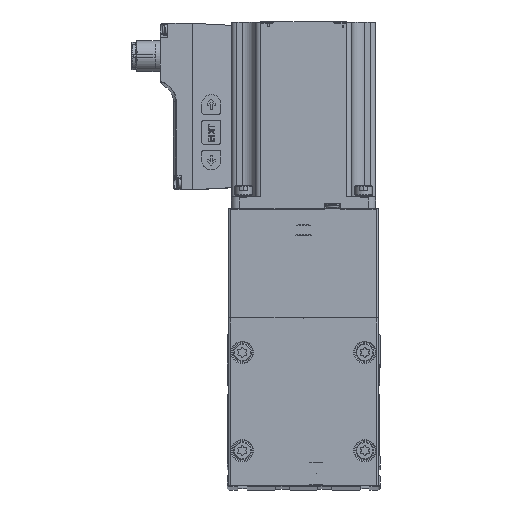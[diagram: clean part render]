
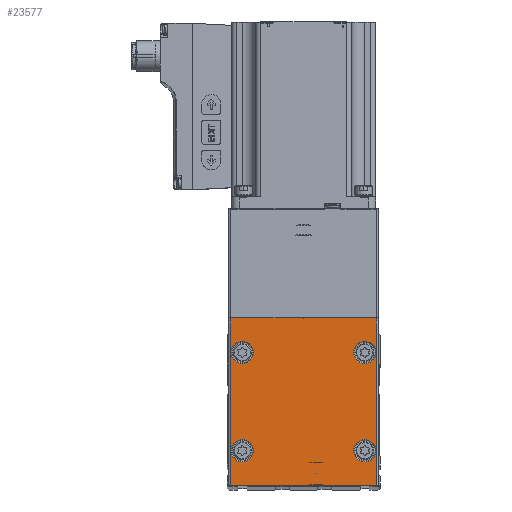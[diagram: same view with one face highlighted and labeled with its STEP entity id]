
A CAD part, top view. The second image highlights one B-rep face of the part: STEP entity #23577.
In plain terms, the highlighted planar face has unit normal (0, 0, 1).
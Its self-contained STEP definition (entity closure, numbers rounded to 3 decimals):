
#454=PLANE('',#30163);
#1261=CIRCLE('',#30164,4.35);
#1262=CIRCLE('',#30165,4.35);
#1263=CIRCLE('',#30166,4.35);
#1264=CIRCLE('',#30167,4.35);
#2808=ORIENTED_EDGE('',*,*,#9718,.T.);
#2809=ORIENTED_EDGE('',*,*,#9719,.T.);
#2810=ORIENTED_EDGE('',*,*,#9720,.T.);
#2811=ORIENTED_EDGE('',*,*,#9721,.T.);
#2812=ORIENTED_EDGE('',*,*,#9722,.T.);
#2813=ORIENTED_EDGE('',*,*,#9723,.F.);
#2814=ORIENTED_EDGE('',*,*,#9724,.F.);
#2815=ORIENTED_EDGE('',*,*,#9716,.T.);
#9716=EDGE_CURVE('',#13162,#13161,#15429,.T.);
#9718=EDGE_CURVE('',#13163,#13163,#1261,.T.);
#9719=EDGE_CURVE('',#13164,#13164,#1262,.T.);
#9720=EDGE_CURVE('',#13165,#13165,#1263,.T.);
#9721=EDGE_CURVE('',#13166,#13166,#1264,.T.);
#9722=EDGE_CURVE('',#13161,#13167,#15430,.T.);
#9723=EDGE_CURVE('',#13168,#13167,#15431,.T.);
#9724=EDGE_CURVE('',#13162,#13168,#15432,.T.);
#13161=VERTEX_POINT('',#41152);
#13162=VERTEX_POINT('',#41154);
#13163=VERTEX_POINT('',#41158);
#13164=VERTEX_POINT('',#41160);
#13165=VERTEX_POINT('',#41162);
#13166=VERTEX_POINT('',#41164);
#13167=VERTEX_POINT('',#41166);
#13168=VERTEX_POINT('',#41168);
#15429=LINE('',#41153,#17365);
#15430=LINE('',#41165,#17366);
#15431=LINE('',#41167,#17367);
#15432=LINE('',#41169,#17368);
#17365=VECTOR('',#33374,1000.);
#17366=VECTOR('',#33387,1000.);
#17367=VECTOR('',#33388,1000.);
#17368=VECTOR('',#33389,1000.);
#19218=EDGE_LOOP('',(#2808));
#19219=EDGE_LOOP('',(#2809));
#19220=EDGE_LOOP('',(#2810));
#19221=EDGE_LOOP('',(#2811));
#19222=EDGE_LOOP('',(#2812,#2813,#2814,#2815));
#21092=FACE_BOUND('',#19218,.T.);
#21093=FACE_BOUND('',#19219,.T.);
#21094=FACE_BOUND('',#19220,.T.);
#21095=FACE_BOUND('',#19221,.T.);
#21096=FACE_BOUND('',#19222,.T.);
#23577=ADVANCED_FACE('',(#21092,#21093,#21094,#21095,#21096),#454,.F.);
#30163=AXIS2_PLACEMENT_3D('',#41156,#33377,#33378);
#30164=AXIS2_PLACEMENT_3D('',#41157,#33379,#33380);
#30165=AXIS2_PLACEMENT_3D('',#41159,#33381,#33382);
#30166=AXIS2_PLACEMENT_3D('',#41161,#33383,#33384);
#30167=AXIS2_PLACEMENT_3D('',#41163,#33385,#33386);
#33374=DIRECTION('',(0.,-1.,0.));
#33377=DIRECTION('',(0.,0.,-1.));
#33378=DIRECTION('',(-1.,0.,0.));
#33379=DIRECTION('',(0.,0.,-1.));
#33380=DIRECTION('',(-1.,0.,0.));
#33381=DIRECTION('',(0.,0.,-1.));
#33382=DIRECTION('',(-1.,0.,0.));
#33383=DIRECTION('',(0.,0.,-1.));
#33384=DIRECTION('',(-1.,0.,0.));
#33385=DIRECTION('',(0.,0.,-1.));
#33386=DIRECTION('',(-1.,0.,0.));
#33387=DIRECTION('',(1.,0.,0.));
#33388=DIRECTION('',(0.,-1.,0.));
#33389=DIRECTION('',(1.,0.,0.));
#41152=CARTESIAN_POINT('',(-28.5,0.,67.));
#41153=CARTESIAN_POINT('',(-28.5,65.5,67.));
#41154=CARTESIAN_POINT('',(-28.5,65.5,67.));
#41156=CARTESIAN_POINT('',(-28.5,65.5,67.));
#41157=CARTESIAN_POINT('',(24.,13.5,67.));
#41158=CARTESIAN_POINT('',(19.65,13.5,67.));
#41159=CARTESIAN_POINT('',(24.,52.,67.));
#41160=CARTESIAN_POINT('',(19.65,52.,67.));
#41161=CARTESIAN_POINT('',(-24.,13.5,67.));
#41162=CARTESIAN_POINT('',(-28.35,13.5,67.));
#41163=CARTESIAN_POINT('',(-24.,52.,67.));
#41164=CARTESIAN_POINT('',(-28.35,52.,67.));
#41165=CARTESIAN_POINT('',(-28.5,0.,67.));
#41166=CARTESIAN_POINT('',(28.5,0.,67.));
#41167=CARTESIAN_POINT('',(28.5,65.5,67.));
#41168=CARTESIAN_POINT('',(28.5,65.5,67.));
#41169=CARTESIAN_POINT('',(-28.5,65.5,67.));
